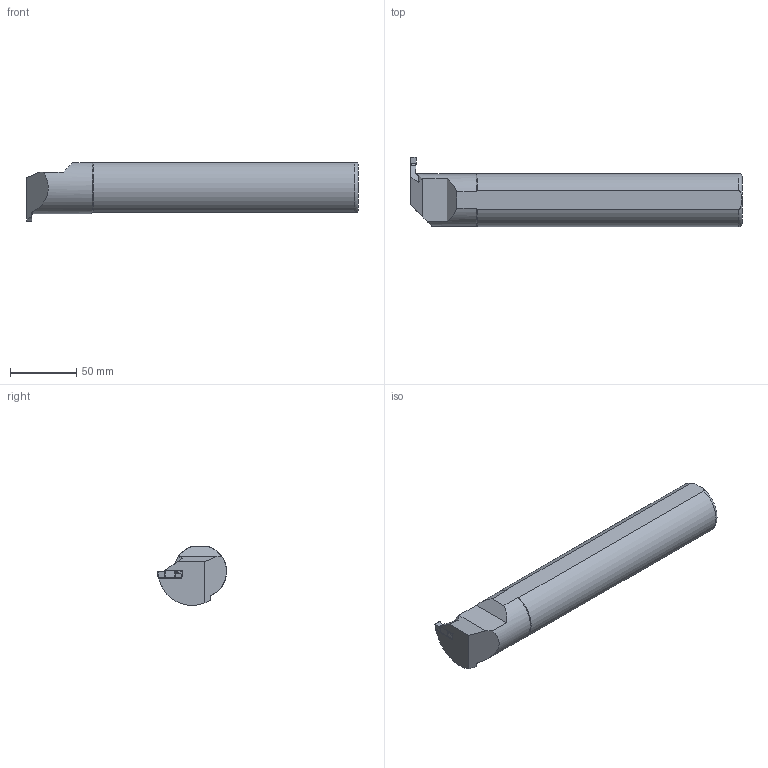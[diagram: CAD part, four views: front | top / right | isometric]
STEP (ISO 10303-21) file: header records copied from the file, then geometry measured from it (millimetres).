
FILE_DESCRIPTION(/* description */ (''),/* implementation_level */ '2;1');
FILE_NAME(/* name */ 'model1_1.stp',/* time_stamp */ '2023-10-11T23:55:46+03:00',/* author */ (''),/* organization */ (''),/* preprocessor_version */ 'ST-DEVELOPER v19.4',/* originating_system */ 'SIEMENS PLM Software NX2306.3001',/* authorisation */ '');
FILE_SCHEMA (('AUTOMOTIVE_DESIGN { 1 0 10303 214 3 1 1 1 }'));
Length unit declared in the file: millimetre
Products named in the file (1): model1_objects
Bounding box: 250 x 52.23 x 44.24 mm (x, y, z)
Volume: 299488.8 mm3; surface area: 34017.3 mm2
Topology: 2 solids, 2 shells, 126 faces, 400 edges, 278 vertices
Faces by surface type: bspline 64, plane 25, extrusion 23, cylinder 9, torus 3, cone 2
Entity records: 18019 total; most frequent: CARTESIAN_POINT 14312, ORIENTED_EDGE 796, EDGE_CURVE 398, B_SPLINE_CURVE_WITH_KNOTS 292, VERTEX_POINT 277, DIRECTION 235, PRESENTATION_STYLE_ASSIGNMENT 128, SURFACE_STYLE_USAGE 128
